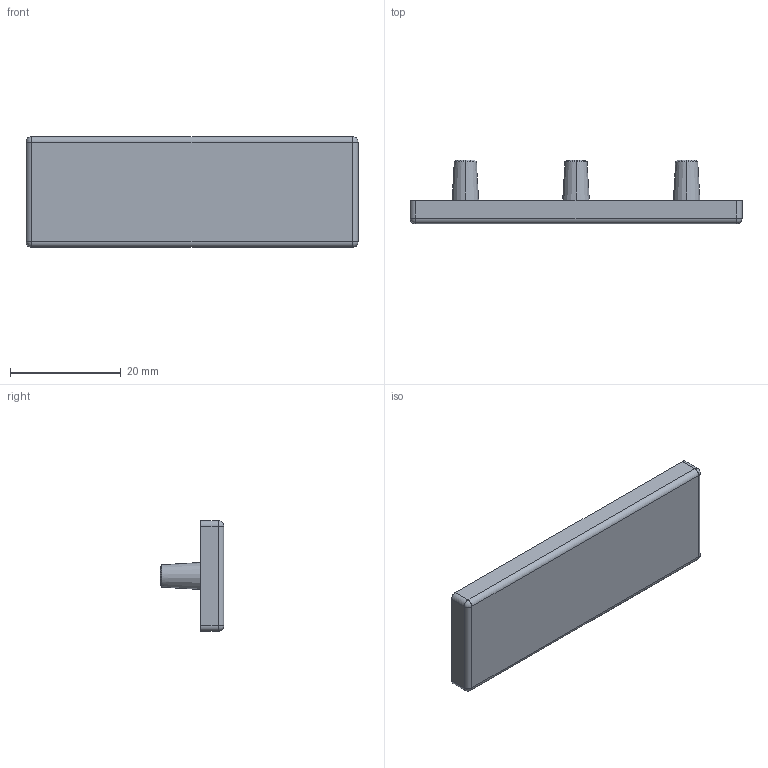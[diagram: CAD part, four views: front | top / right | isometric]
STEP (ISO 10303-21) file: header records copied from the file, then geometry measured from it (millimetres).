
FILE_DESCRIPTION (( 'STEP AP214' ), '1' );
FILE_NAME ('SNSD.30.52.15. Çàãëóøêà òîðöåâàÿ 20x60(H27).STEP', '2014-12-29T12:31:44', ( 'XTreme.ws' ), ( 'XTreme.ws' ), 'SwSTEP 2.0', 'SolidWorks 2014', '' );
FILE_SCHEMA (( 'AUTOMOTIVE_DESIGN' ));
Length unit declared in the file: millimetre
Products named in the file (2): SNSD.30.52.15. Çàãëóøêà òîðöåâàÿ 20x60(H27)
Bounding box: 60 x 11.5 x 20 mm (x, y, z)
Volume: 3045.1 mm3; surface area: 4025.9 mm2
Topology: 1 solids, 1 shells, 47 faces, 100 edges, 58 vertices
Faces by surface type: plane 17, cylinder 14, cone 12, sphere 4
Entity records: 1281 total; most frequent: DIRECTION 240, CARTESIAN_POINT 203, ORIENTED_EDGE 192, EDGE_CURVE 96, AXIS2_PLACEMENT_3D 95, VERTEX_POINT 58, EDGE_LOOP 54, VECTOR 50
